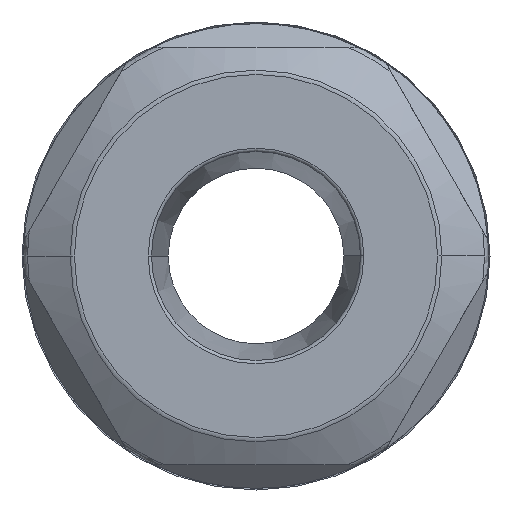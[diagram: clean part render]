
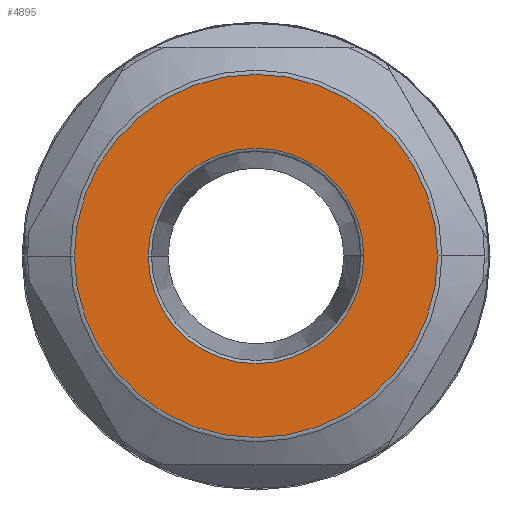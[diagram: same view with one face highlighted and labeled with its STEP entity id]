
A CAD part, front view. The second image highlights one B-rep face of the part: STEP entity #4895.
In plain terms, the highlighted planar face has unit normal (0, -1, 0).
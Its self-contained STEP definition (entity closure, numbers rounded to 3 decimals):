
#1186=CARTESIAN_POINT('',(0.,-50.,0.));
#1187=DIRECTION('',(0.,1.,0.));
#1188=DIRECTION('',(-1.,0.,0.));
#1189=AXIS2_PLACEMENT_3D('',#1186,#1187,#1188);
#1191=CARTESIAN_POINT('',(0.,-50.,0.));
#1192=DIRECTION('',(0.,1.,0.));
#1193=DIRECTION('',(1.,0.,0.));
#1194=AXIS2_PLACEMENT_3D('',#1191,#1192,#1193);
#1201=CARTESIAN_POINT('',(0.,-50.,0.));
#1202=DIRECTION('',(0.,1.,0.));
#1203=DIRECTION('',(-1.,0.,0.));
#1204=AXIS2_PLACEMENT_3D('',#1201,#1202,#1203);
#2098=CARTESIAN_POINT('',(0.,-50.,0.));
#2099=DIRECTION('',(0.,1.,0.));
#2100=DIRECTION('',(1.,0.,0.));
#2101=AXIS2_PLACEMENT_3D('',#2098,#2099,#2100);
#3326=CARTESIAN_POINT('',(-10.866,-50.,0.));
#3327=CARTESIAN_POINT('',(10.866,-50.,0.));
#3328=VERTEX_POINT('',#3326);
#3329=VERTEX_POINT('',#3327);
#3435=CARTESIAN_POINT('',(-6.45,-50.,0.));
#3436=CARTESIAN_POINT('',(6.45,-50.,0.));
#3437=VERTEX_POINT('',#3435);
#3438=VERTEX_POINT('',#3436);
#4879=CARTESIAN_POINT('',(0.,-50.,0.));
#4880=DIRECTION('',(0.,-1.,0.));
#4881=DIRECTION('',(-1.,0.,0.));
#4882=AXIS2_PLACEMENT_3D('',#4879,#4880,#4881);
#4883=PLANE('',#4882);
#4885=ORIENTED_EDGE('',*,*,#4884,.T.);
#4887=ORIENTED_EDGE('',*,*,#4886,.T.);
#4888=EDGE_LOOP('',(#4885,#4887));
#4889=FACE_OUTER_BOUND('',#4888,.F.);
#4890=ORIENTED_EDGE('',*,*,#4869,.F.);
#4892=ORIENTED_EDGE('',*,*,#4891,.F.);
#4893=EDGE_LOOP('',(#4890,#4892));
#4894=FACE_BOUND('',#4893,.F.);
#4895=ADVANCED_FACE('',(#4889,#4894),#4883,.T.);
#1190=CIRCLE('',#1189,6.45);
#1195=CIRCLE('',#1194,6.45);
#1205=CIRCLE('',#1204,10.866);
#2102=CIRCLE('',#2101,10.866);
#4869=EDGE_CURVE('',#3437,#3438,#1190,.T.);
#4884=EDGE_CURVE('',#3328,#3329,#1205,.T.);
#4886=EDGE_CURVE('',#3329,#3328,#2102,.T.);
#4891=EDGE_CURVE('',#3438,#3437,#1195,.T.);
